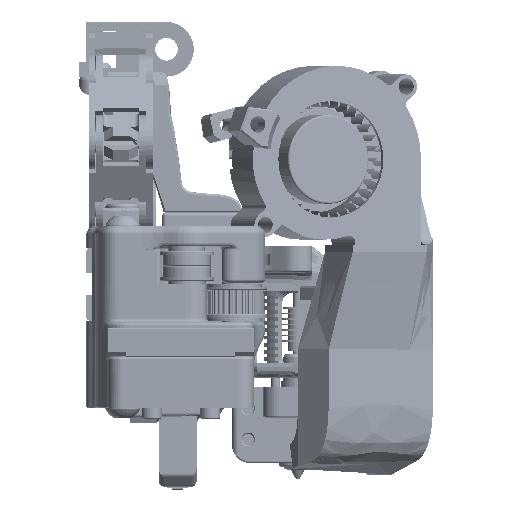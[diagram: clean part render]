
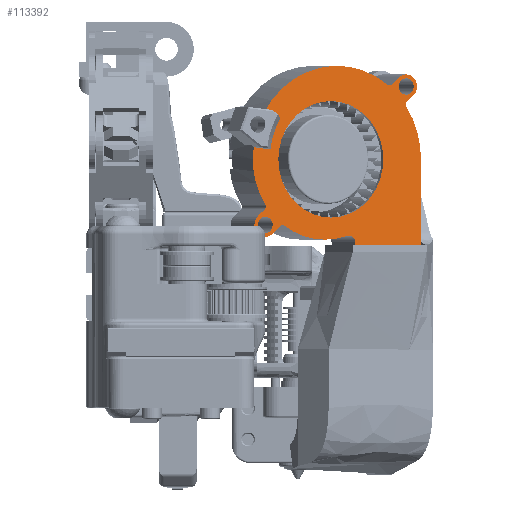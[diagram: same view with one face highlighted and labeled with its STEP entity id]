
A CAD part, left-side view. The second image highlights one B-rep face of the part: STEP entity #113392.
In plain terms, the highlighted face is planar.
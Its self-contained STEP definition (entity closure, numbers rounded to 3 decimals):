
#4451=FACE_BOUND('',#20023,.T.);
#4452=FACE_BOUND('',#20024,.T.);
#4453=FACE_BOUND('',#20025,.T.);
#7192=PLANE('',#124682);
#13225=FACE_OUTER_BOUND('',#20022,.T.);
#20022=EDGE_LOOP('',(#99356,#99357,#99358,#99359,#99360,#99361,#99362,#99363,
#99364,#99365,#99366,#99367,#99368,#99369,#99370,#99371,#99372,#99373));
#20023=EDGE_LOOP('',(#99374));
#20024=EDGE_LOOP('',(#99375));
#20025=EDGE_LOOP('',(#99376));
#29041=LINE('',#201500,#38695);
#29042=LINE('',#201510,#38696);
#29043=LINE('',#201514,#38697);
#29044=LINE('',#201522,#38698);
#29045=LINE('',#201524,#38699);
#29046=LINE('',#201526,#38700);
#29047=LINE('',#201531,#38701);
#38695=VECTOR('',#152540,1000.);
#38696=VECTOR('',#152549,1000.);
#38697=VECTOR('',#152552,1000.);
#38698=VECTOR('',#152559,1000.);
#38699=VECTOR('',#152560,1000.);
#38700=VECTOR('',#152561,1000.);
#38701=VECTOR('',#152566,1000.);
#45098=CIRCLE('',#124681,16.);
#45099=CIRCLE('',#124683,3.3);
#45100=CIRCLE('',#124684,1.);
#45101=CIRCLE('',#124685,25.65);
#45102=CIRCLE('',#124686,22.068);
#45103=CIRCLE('',#124687,1.);
#45104=CIRCLE('',#124688,3.3);
#45105=CIRCLE('',#124689,1.);
#45106=CIRCLE('',#124690,22.068);
#45107=CIRCLE('',#124691,2.);
#45108=CIRCLE('',#124692,25.65);
#45109=CIRCLE('',#124693,1.);
#45110=CIRCLE('',#124694,2.25);
#45111=CIRCLE('',#124695,2.25);
#54209=VERTEX_POINT('',#201492);
#54210=VERTEX_POINT('',#201496);
#54211=VERTEX_POINT('',#201497);
#54212=VERTEX_POINT('',#201499);
#54213=VERTEX_POINT('',#201501);
#54214=VERTEX_POINT('',#201503);
#54215=VERTEX_POINT('',#201505);
#54216=VERTEX_POINT('',#201507);
#54217=VERTEX_POINT('',#201509);
#54218=VERTEX_POINT('',#201511);
#54219=VERTEX_POINT('',#201513);
#54220=VERTEX_POINT('',#201515);
#54221=VERTEX_POINT('',#201517);
#54222=VERTEX_POINT('',#201519);
#54223=VERTEX_POINT('',#201521);
#54224=VERTEX_POINT('',#201523);
#54225=VERTEX_POINT('',#201525);
#54226=VERTEX_POINT('',#201527);
#54227=VERTEX_POINT('',#201529);
#54228=VERTEX_POINT('',#201532);
#54229=VERTEX_POINT('',#201534);
#69616=EDGE_CURVE('',#54209,#54209,#45098,.T.);
#69617=EDGE_CURVE('',#54210,#54211,#45099,.T.);
#69618=EDGE_CURVE('',#54212,#54210,#29041,.T.);
#69619=EDGE_CURVE('',#54213,#54212,#45100,.T.);
#69620=EDGE_CURVE('',#54214,#54213,#45101,.T.);
#69621=EDGE_CURVE('',#54215,#54214,#45102,.T.);
#69622=EDGE_CURVE('',#54216,#54215,#45103,.T.);
#69623=EDGE_CURVE('',#54217,#54216,#29042,.T.);
#69624=EDGE_CURVE('',#54218,#54217,#45104,.T.);
#69625=EDGE_CURVE('',#54219,#54218,#29043,.T.);
#69626=EDGE_CURVE('',#54220,#54219,#45105,.T.);
#69627=EDGE_CURVE('',#54221,#54220,#45106,.T.);
#69628=EDGE_CURVE('',#54222,#54221,#45107,.T.);
#69629=EDGE_CURVE('',#54223,#54222,#29044,.T.);
#69630=EDGE_CURVE('',#54224,#54223,#29045,.T.);
#69631=EDGE_CURVE('',#54225,#54224,#29046,.T.);
#69632=EDGE_CURVE('',#54226,#54225,#45108,.T.);
#69633=EDGE_CURVE('',#54227,#54226,#45109,.T.);
#69634=EDGE_CURVE('',#54211,#54227,#29047,.T.);
#69635=EDGE_CURVE('',#54228,#54228,#45110,.T.);
#69636=EDGE_CURVE('',#54229,#54229,#45111,.T.);
#99356=ORIENTED_EDGE('',*,*,#69617,.F.);
#99357=ORIENTED_EDGE('',*,*,#69618,.F.);
#99358=ORIENTED_EDGE('',*,*,#69619,.F.);
#99359=ORIENTED_EDGE('',*,*,#69620,.F.);
#99360=ORIENTED_EDGE('',*,*,#69621,.F.);
#99361=ORIENTED_EDGE('',*,*,#69622,.F.);
#99362=ORIENTED_EDGE('',*,*,#69623,.F.);
#99363=ORIENTED_EDGE('',*,*,#69624,.F.);
#99364=ORIENTED_EDGE('',*,*,#69625,.F.);
#99365=ORIENTED_EDGE('',*,*,#69626,.F.);
#99366=ORIENTED_EDGE('',*,*,#69627,.F.);
#99367=ORIENTED_EDGE('',*,*,#69628,.F.);
#99368=ORIENTED_EDGE('',*,*,#69629,.F.);
#99369=ORIENTED_EDGE('',*,*,#69630,.F.);
#99370=ORIENTED_EDGE('',*,*,#69631,.F.);
#99371=ORIENTED_EDGE('',*,*,#69632,.F.);
#99372=ORIENTED_EDGE('',*,*,#69633,.F.);
#99373=ORIENTED_EDGE('',*,*,#69634,.F.);
#99374=ORIENTED_EDGE('',*,*,#69616,.T.);
#99375=ORIENTED_EDGE('',*,*,#69635,.T.);
#99376=ORIENTED_EDGE('',*,*,#69636,.T.);
#113392=ADVANCED_FACE('',(#13225,#4451,#4452,#4453),#7192,.T.);
#124681=AXIS2_PLACEMENT_3D('',#201494,#152534,#152535);
#124682=AXIS2_PLACEMENT_3D('',#201495,#152536,#152537);
#124683=AXIS2_PLACEMENT_3D('',#201498,#152538,#152539);
#124684=AXIS2_PLACEMENT_3D('',#201502,#152541,#152542);
#124685=AXIS2_PLACEMENT_3D('',#201504,#152543,#152544);
#124686=AXIS2_PLACEMENT_3D('',#201506,#152545,#152546);
#124687=AXIS2_PLACEMENT_3D('',#201508,#152547,#152548);
#124688=AXIS2_PLACEMENT_3D('',#201512,#152550,#152551);
#124689=AXIS2_PLACEMENT_3D('',#201516,#152553,#152554);
#124690=AXIS2_PLACEMENT_3D('',#201518,#152555,#152556);
#124691=AXIS2_PLACEMENT_3D('',#201520,#152557,#152558);
#124692=AXIS2_PLACEMENT_3D('',#201528,#152562,#152563);
#124693=AXIS2_PLACEMENT_3D('',#201530,#152564,#152565);
#124694=AXIS2_PLACEMENT_3D('',#201533,#152567,#152568);
#124695=AXIS2_PLACEMENT_3D('',#201535,#152569,#152570);
#152534=DIRECTION('center_axis',(0.,-1.,0.));
#152535=DIRECTION('ref_axis',(0.,0.,
-1.));
#152536=DIRECTION('center_axis',(0.,1.,0.));
#152537=DIRECTION('ref_axis',(0.,0.,
1.));
#152538=DIRECTION('center_axis',(0.,-1.,0.));
#152539=DIRECTION('ref_axis',(0.,0.,
1.));
#152540=DIRECTION('',(-0.749,0.,0.662));
#152541=DIRECTION('center_axis',(0.,1.,0.));
#152542=DIRECTION('ref_axis',(0.,0.,
-1.));
#152543=DIRECTION('center_axis',(0.,-1.,0.));
#152544=DIRECTION('ref_axis',(0.,0.,
-1.));
#152545=DIRECTION('center_axis',(0.,-1.,0.));
#152546=DIRECTION('ref_axis',(0.,0.,
1.));
#152547=DIRECTION('center_axis',(0.,1.,0.));
#152548=DIRECTION('ref_axis',(0.,0.,
1.));
#152549=DIRECTION('',(-0.749,0.,0.662));
#152550=DIRECTION('center_axis',(0.,-1.,0.));
#152551=DIRECTION('ref_axis',(0.,0.,
1.));
#152552=DIRECTION('',(0.749,0.,-0.662));
#152553=DIRECTION('center_axis',(0.,1.,0.));
#152554=DIRECTION('ref_axis',(0.,0.,
-1.));
#152555=DIRECTION('center_axis',(0.,-1.,0.));
#152556=DIRECTION('ref_axis',(0.,0.,
1.));
#152557=DIRECTION('center_axis',(0.,1.,0.));
#152558=DIRECTION('ref_axis',(0.,0.,
-1.));
#152559=DIRECTION('',(0.,0.,1.));
#152560=DIRECTION('',(1.,0.,0.));
#152561=DIRECTION('',(0.,0.,-1.));
#152562=DIRECTION('center_axis',(0.,-1.,0.));
#152563=DIRECTION('ref_axis',(0.,0.,
-1.));
#152564=DIRECTION('center_axis',(0.,1.,0.));
#152565=DIRECTION('ref_axis',(0.,0.,
1.));
#152566=DIRECTION('',(0.749,0.,-0.662));
#152567=DIRECTION('center_axis',(0.,-1.,0.));
#152568=DIRECTION('ref_axis',(0.,0.,
-1.));
#152569=DIRECTION('center_axis',(0.,-1.,0.));
#152570=DIRECTION('ref_axis',(0.,0.,
-1.));
#201492=CARTESIAN_POINT('',(0.,15.,16.));
#201494=CARTESIAN_POINT('Origin',(0.,15.,0.));
#201495=CARTESIAN_POINT('Origin',(-23.,15.,20.));
#201496=CARTESIAN_POINT('',(-20.815,15.,22.473));
#201497=CARTESIAN_POINT('',(-25.185,15.,17.527));
#201498=CARTESIAN_POINT('Origin',(-23.,15.,20.));
#201499=CARTESIAN_POINT('',(-18.599,15.,20.515));
#201500=CARTESIAN_POINT('',(-20.815,15.,22.473));
#201501=CARTESIAN_POINT('',(-17.333,15.,20.467));
#201502=CARTESIAN_POINT('Origin',(-17.937,15.,21.264));
#201503=CARTESIAN_POINT('',(23.8,15.,0.));
#201504=CARTESIAN_POINT('Origin',(-1.85,15.,0.017));
#201505=CARTESIAN_POINT('',(19.979,15.,-12.411));
#201506=CARTESIAN_POINT('Origin',(1.732,15.,0.));
#201507=CARTESIAN_POINT('',(20.144,15.,-13.723));
#201508=CARTESIAN_POINT('Origin',(20.806,15.,-12.974));
#201509=CARTESIAN_POINT('',(22.185,15.,-15.527));
#201510=CARTESIAN_POINT('',(22.185,15.,-15.527));
#201511=CARTESIAN_POINT('',(17.815,15.,-20.473));
#201512=CARTESIAN_POINT('Origin',(20.,15.,-18.));
#201513=CARTESIAN_POINT('',(15.377,15.,-18.318));
#201514=CARTESIAN_POINT('',(17.815,15.,-20.473));
#201515=CARTESIAN_POINT('',(14.152,15.,-18.241));
#201516=CARTESIAN_POINT('Origin',(14.715,15.,-19.068));
#201517=CARTESIAN_POINT('',(-4.899,15.,-21.048));
#201518=CARTESIAN_POINT('Origin',(1.732,15.,0.));
#201519=CARTESIAN_POINT('',(-7.5,15.,-22.956));
#201520=CARTESIAN_POINT('Origin',(-5.5,15.,-22.956));
#201521=CARTESIAN_POINT('',(-7.5,15.,-25.4));
#201522=CARTESIAN_POINT('',(-7.5,15.,-25.4));
#201523=CARTESIAN_POINT('',(-27.5,15.,-25.4));
#201524=CARTESIAN_POINT('',(-27.5,15.,-25.4));
#201525=CARTESIAN_POINT('',(-27.5,15.,0.));
#201526=CARTESIAN_POINT('',(-27.5,15.,-25.4));
#201527=CARTESIAN_POINT('',(-23.043,15.,14.466));
#201528=CARTESIAN_POINT('Origin',(-1.85,15.,0.017));
#201529=CARTESIAN_POINT('',(-23.207,15.,15.779));
#201530=CARTESIAN_POINT('Origin',(-23.869,15.,15.03));
#201531=CARTESIAN_POINT('',(-25.185,15.,17.527));
#201532=CARTESIAN_POINT('',(20.,15.,-20.25));
#201533=CARTESIAN_POINT('Origin',(20.,15.,-18.));
#201534=CARTESIAN_POINT('',(-23.,15.,17.75));
#201535=CARTESIAN_POINT('Origin',(-23.,15.,20.));
